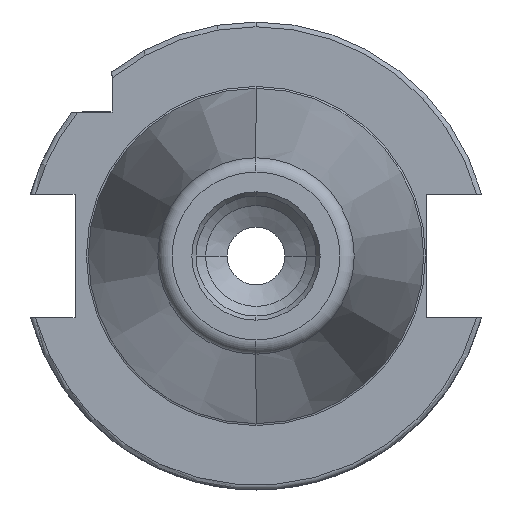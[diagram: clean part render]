
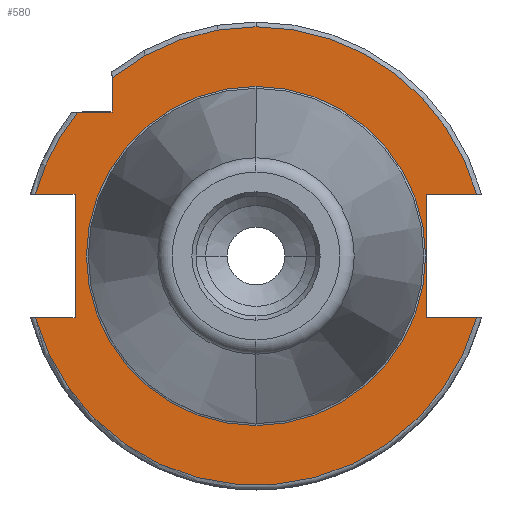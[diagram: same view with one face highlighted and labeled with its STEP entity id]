
A CAD part, left-side view. The second image highlights one B-rep face of the part: STEP entity #580.
In plain terms, the highlighted planar face has unit normal (-1, 0, 0).
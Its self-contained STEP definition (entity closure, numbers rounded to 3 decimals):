
#9 = FACE_BOUND ( 'NONE', #231, .T. ) ;
#22 = VERTEX_POINT ( 'NONE', #2620 ) ;
#97 = VERTEX_POINT ( 'NONE', #2247 ) ;
#109 = CARTESIAN_POINT ( 'NONE',  ( 3.2, 12.85, 37.7 ) ) ;
#116 = CARTESIAN_POINT ( 'NONE',  ( 3.2, 12.85, 45.988 ) ) ;
#176 = VERTEX_POINT ( 'NONE', #116 ) ;
#190 = ORIENTED_EDGE ( 'NONE', *, *, #1731, .T. ) ;
#193 = VERTEX_POINT ( 'NONE', #2541 ) ;
#206 = CARTESIAN_POINT ( 'NONE',  ( 3.2, -12.85, 37.7 ) ) ;
#208 = CARTESIAN_POINT ( 'NONE',  ( 3.2, -12.85, -35.5 ) ) ;
#222 = VECTOR ( 'NONE', #1206, 1000. ) ;
#231 = EDGE_LOOP ( 'NONE', ( #3706, #1145 ) ) ;
#239 = EDGE_CURVE ( 'NONE', #1782, #2379, #4511, .T. ) ;
#268 = CARTESIAN_POINT ( 'NONE',  ( 3.2, 0., 0. ) ) ;
#270 = CARTESIAN_POINT ( 'NONE',  ( 3.2, -12.85, -45.988 ) ) ;
#273 = DIRECTION ( 'NONE',  ( -1., 0., 0. ) ) ;
#314 = DIRECTION ( 'NONE',  ( 0., -1., 0. ) ) ;
#318 = DIRECTION ( 'NONE',  ( -1., 0., 0. ) ) ;
#385 = CIRCLE ( 'NONE', #2495, 47.75 ) ;
#409 = DIRECTION ( 'NONE',  ( 0., 0., 1. ) ) ;
#425 = EDGE_CURVE ( 'NONE', #2711, #3933, #3469, .T. ) ;
#580 = ADVANCED_FACE ( 'NONE', ( #9, #3519 ), #2998, .F. ) ;
#614 = DIRECTION ( 'NONE',  ( -1., 0., 0. ) ) ;
#621 = DIRECTION ( 'NONE',  ( 0., -1., 0. ) ) ;
#700 = EDGE_CURVE ( 'NONE', #2352, #176, #1660, .T. ) ;
#706 = LINE ( 'NONE', #3129, #2565 ) ;
#753 = DIRECTION ( 'NONE',  ( 0., -1., 0. ) ) ;
#772 = DIRECTION ( 'NONE',  ( 0., -1., 0. ) ) ;
#870 = EDGE_CURVE ( 'NONE', #193, #4438, #2689, .T. ) ;
#923 = EDGE_CURVE ( 'NONE', #2352, #2432, #706, .T. ) ;
#981 = VECTOR ( 'NONE', #409, 1000. ) ;
#1011 = AXIS2_PLACEMENT_3D ( 'NONE', #268, #2715, #621 ) ;
#1121 = EDGE_CURVE ( 'NONE', #2432, #97, #3856, .T. ) ;
#1145 = ORIENTED_EDGE ( 'NONE', *, *, #870, .F. ) ;
#1206 = DIRECTION ( 'NONE',  ( 0., -1., 0. ) ) ;
#1219 = AXIS2_PLACEMENT_3D ( 'NONE', #2717, #273, #2353 ) ;
#1229 = VECTOR ( 'NONE', #1591, 1000. ) ;
#1356 = EDGE_CURVE ( 'NONE', #4438, #193, #2697, .T. ) ;
#1428 = CARTESIAN_POINT ( 'NONE',  ( 3.2, -30., 38.426 ) ) ;
#1474 = ORIENTED_EDGE ( 'NONE', *, *, #923, .F. ) ;
#1591 = DIRECTION ( 'NONE',  ( 0., 0., 1. ) ) ;
#1660 = LINE ( 'NONE', #2850, #981 ) ;
#1662 = ORIENTED_EDGE ( 'NONE', *, *, #2322, .T. ) ;
#1695 = ORIENTED_EDGE ( 'NONE', *, *, #3557, .F. ) ;
#1714 = CARTESIAN_POINT ( 'NONE',  ( 3.2, -47.75, 0. ) ) ;
#1716 = AXIS2_PLACEMENT_3D ( 'NONE', #3975, #1852, #4314 ) ;
#1723 = CARTESIAN_POINT ( 'NONE',  ( 3.2, -37.149, 30. ) ) ;
#1731 = EDGE_CURVE ( 'NONE', #176, #3302, #4400, .T. ) ;
#1782 = VERTEX_POINT ( 'NONE', #4193 ) ;
#1852 = DIRECTION ( 'NONE',  ( -1., 0., 0. ) ) ;
#1920 = ORIENTED_EDGE ( 'NONE', *, *, #4428, .T. ) ;
#2079 = VECTOR ( 'NONE', #2655, 1000. ) ;
#2160 = CARTESIAN_POINT ( 'NONE',  ( 3.2, 12.85, -45.988 ) ) ;
#2234 = CARTESIAN_POINT ( 'NONE',  ( 3.2, -30., 30. ) ) ;
#2247 = CARTESIAN_POINT ( 'NONE',  ( 3.2, -12.85, 45.988 ) ) ;
#2291 = LINE ( 'NONE', #208, #2079 ) ;
#2322 = EDGE_CURVE ( 'NONE', #2640, #2711, #3805, .T. ) ;
#2336 = AXIS2_PLACEMENT_3D ( 'NONE', #4510, #2387, #314 ) ;
#2352 = VERTEX_POINT ( 'NONE', #109 ) ;
#2353 = DIRECTION ( 'NONE',  ( 0., -1., 0. ) ) ;
#2379 = VERTEX_POINT ( 'NONE', #3646 ) ;
#2387 = DIRECTION ( 'NONE',  ( -1., 0., 0. ) ) ;
#2393 = ORIENTED_EDGE ( 'NONE', *, *, #3406, .F. ) ;
#2394 = CARTESIAN_POINT ( 'NONE',  ( 3.2, 0., 0. ) ) ;
#2432 = VERTEX_POINT ( 'NONE', #206 ) ;
#2438 = EDGE_LOOP ( 'NONE', ( #4513, #4149, #2812, #1662, #3201, #1695, #2393, #1920, #4435, #1474, #3024, #190 ) ) ;
#2495 = AXIS2_PLACEMENT_3D ( 'NONE', #3054, #614, #2707 ) ;
#2541 = CARTESIAN_POINT ( 'NONE',  ( 3.2, 35.325, 0. ) ) ;
#2565 = VECTOR ( 'NONE', #753, 1000. ) ;
#2620 = CARTESIAN_POINT ( 'NONE',  ( 3.2, -30., 30. ) ) ;
#2640 = VERTEX_POINT ( 'NONE', #270 ) ;
#2655 = DIRECTION ( 'NONE',  ( 0., 0., -1. ) ) ;
#2689 = CIRCLE ( 'NONE', #3323, 35.325 ) ;
#2697 = CIRCLE ( 'NONE', #1011, 35.325 ) ;
#2707 = DIRECTION ( 'NONE',  ( 0., -1., 0. ) ) ;
#2711 = VERTEX_POINT ( 'NONE', #1714 ) ;
#2715 = DIRECTION ( 'NONE',  ( -1., 0., 0. ) ) ;
#2717 = CARTESIAN_POINT ( 'NONE',  ( 3.2, 0., 0. ) ) ;
#2723 = CARTESIAN_POINT ( 'NONE',  ( 3.2, -35.325, 0. ) ) ;
#2763 = DIRECTION ( 'NONE',  ( 0., -1., 0. ) ) ;
#2812 = ORIENTED_EDGE ( 'NONE', *, *, #4145, .T. ) ;
#2850 = CARTESIAN_POINT ( 'NONE',  ( 3.2, 12.85, 37.7 ) ) ;
#2881 = CARTESIAN_POINT ( 'NONE',  ( 3.2, 12.85, -35.5 ) ) ;
#2907 = LINE ( 'NONE', #2234, #222 ) ;
#2998 = PLANE ( 'NONE',  #3105 ) ;
#3024 = ORIENTED_EDGE ( 'NONE', *, *, #700, .T. ) ;
#3054 = CARTESIAN_POINT ( 'NONE',  ( 3.2, 0., 0. ) ) ;
#3085 = VERTEX_POINT ( 'NONE', #4070 ) ;
#3105 = AXIS2_PLACEMENT_3D ( 'NONE', #3367, #3695, #3339 ) ;
#3129 = CARTESIAN_POINT ( 'NONE',  ( 3.2, 12.85, 37.7 ) ) ;
#3176 = DIRECTION ( 'NONE',  ( 0., 0., -1. ) ) ;
#3201 = ORIENTED_EDGE ( 'NONE', *, *, #425, .T. ) ;
#3302 = VERTEX_POINT ( 'NONE', #2160 ) ;
#3323 = AXIS2_PLACEMENT_3D ( 'NONE', #2394, #318, #2763 ) ;
#3339 = DIRECTION ( 'NONE',  ( 0., 1., 0. ) ) ;
#3342 = CARTESIAN_POINT ( 'NONE',  ( 3.2, -12.85, 37.7 ) ) ;
#3367 = CARTESIAN_POINT ( 'NONE',  ( 3.2, 35.325, 0. ) ) ;
#3404 = LINE ( 'NONE', #1428, #4226 ) ;
#3406 = EDGE_CURVE ( 'NONE', #3085, #22, #3404, .T. ) ;
#3469 = CIRCLE ( 'NONE', #1219, 47.75 ) ;
#3473 = VECTOR ( 'NONE', #772, 1000. ) ;
#3519 = FACE_OUTER_BOUND ( 'NONE', #2438, .T. ) ;
#3521 = VECTOR ( 'NONE', #3942, 1000. ) ;
#3557 = EDGE_CURVE ( 'NONE', #22, #3933, #2907, .T. ) ;
#3646 = CARTESIAN_POINT ( 'NONE',  ( 3.2, -12.85, -35.5 ) ) ;
#3695 = DIRECTION ( 'NONE',  ( 1., 0., 0. ) ) ;
#3706 = ORIENTED_EDGE ( 'NONE', *, *, #1356, .F. ) ;
#3727 = EDGE_CURVE ( 'NONE', #1782, #3302, #4450, .T. ) ;
#3805 = CIRCLE ( 'NONE', #1716, 47.75 ) ;
#3856 = LINE ( 'NONE', #3342, #1229 ) ;
#3933 = VERTEX_POINT ( 'NONE', #1723 ) ;
#3942 = DIRECTION ( 'NONE',  ( 0., 0., -1. ) ) ;
#3975 = CARTESIAN_POINT ( 'NONE',  ( 3.2, 0., 0. ) ) ;
#4070 = CARTESIAN_POINT ( 'NONE',  ( 3.2, -30., 37.149 ) ) ;
#4145 = EDGE_CURVE ( 'NONE', #2379, #2640, #2291, .T. ) ;
#4149 = ORIENTED_EDGE ( 'NONE', *, *, #239, .T. ) ;
#4193 = CARTESIAN_POINT ( 'NONE',  ( 3.2, 12.85, -35.5 ) ) ;
#4226 = VECTOR ( 'NONE', #3176, 1000. ) ;
#4250 = CARTESIAN_POINT ( 'NONE',  ( 3.2, 12.85, -35.5 ) ) ;
#4314 = DIRECTION ( 'NONE',  ( 0., -1., 0. ) ) ;
#4400 = CIRCLE ( 'NONE', #2336, 47.75 ) ;
#4428 = EDGE_CURVE ( 'NONE', #3085, #97, #385, .T. ) ;
#4435 = ORIENTED_EDGE ( 'NONE', *, *, #1121, .F. ) ;
#4438 = VERTEX_POINT ( 'NONE', #2723 ) ;
#4450 = LINE ( 'NONE', #4250, #3521 ) ;
#4510 = CARTESIAN_POINT ( 'NONE',  ( 3.2, 0., 0. ) ) ;
#4511 = LINE ( 'NONE', #2881, #3473 ) ;
#4513 = ORIENTED_EDGE ( 'NONE', *, *, #3727, .F. ) ;
